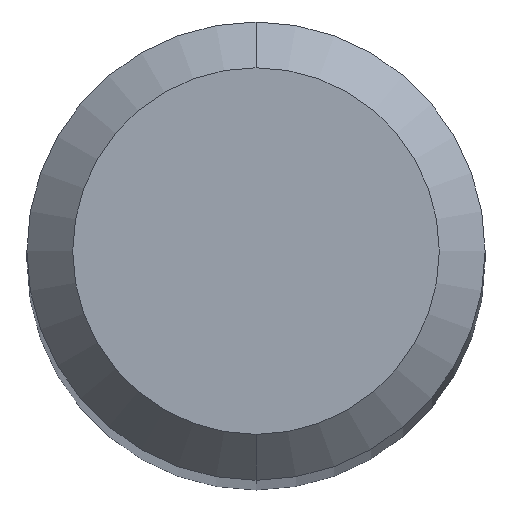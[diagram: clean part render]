
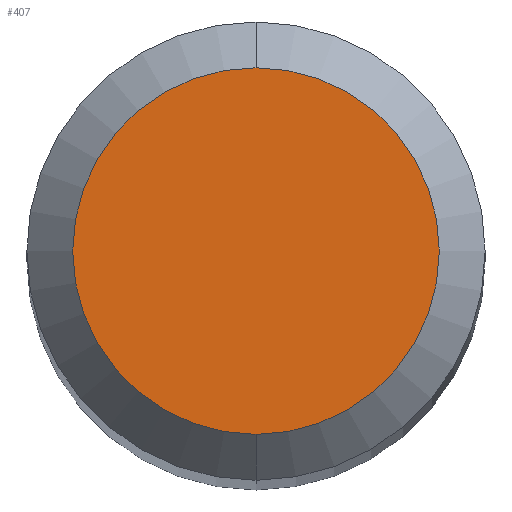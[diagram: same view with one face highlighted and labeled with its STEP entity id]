
A CAD part, top view. The second image highlights one B-rep face of the part: STEP entity #407.
In plain terms, the highlighted planar face has unit normal (0, 0, 1).
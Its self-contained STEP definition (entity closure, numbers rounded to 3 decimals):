
#185=VERTEX_POINT('',#478);
#205=VERTEX_POINT('',#501);
#233=EDGE_CURVE('',#185,#205,#530,.T.);
#407=ADVANCED_FACE('',(#723),#724,.T.);
#429=EDGE_CURVE('',#205,#185,#747,.T.);
#478=CARTESIAN_POINT('',(0.,-1.2,0.0));
#501=CARTESIAN_POINT('',(0.0,1.2,0.0));
#530=CIRCLE('',#897,1.2);
#723=FACE_OUTER_BOUND('',#1304,.T.);
#724=PLANE('',#1305);
#747=CIRCLE('',#1362,1.2);
#897=AXIS2_PLACEMENT_3D('',#1459,#1460,#1461);
#1304=EDGE_LOOP('',(#1670,#1671));
#1305=AXIS2_PLACEMENT_3D('',#1672,#1673,#1674);
#1362=AXIS2_PLACEMENT_3D('',#1695,#1696,#1697);
#1459=CARTESIAN_POINT('',(0.0,0.0,0.0));
#1460=DIRECTION('',(0.0,0.0,-1.0));
#1461=DIRECTION('',(0.0,1.0,0.0));
#1670=ORIENTED_EDGE('',*,*,#429,.F.);
#1671=ORIENTED_EDGE('',*,*,#233,.F.);
#1672=CARTESIAN_POINT('',(0.0,0.6,0.0));
#1673=DIRECTION('',(-0.0,0.0,1.0));
#1674=DIRECTION('',(0.0,-1.0,0.0));
#1695=CARTESIAN_POINT('',(0.0,0.0,0.0));
#1696=DIRECTION('',(0.0,0.0,-1.0));
#1697=DIRECTION('',(0.0,1.0,0.0));
